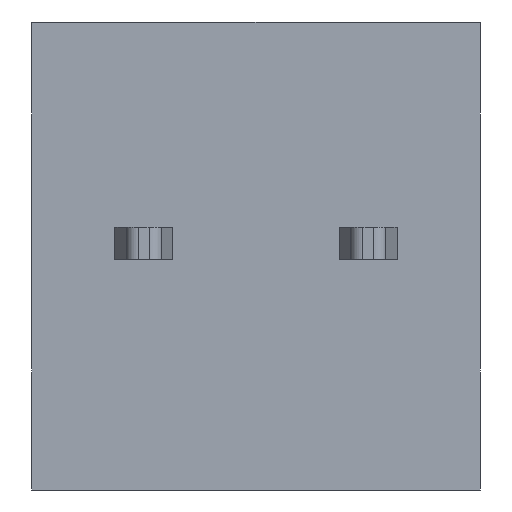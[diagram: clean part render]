
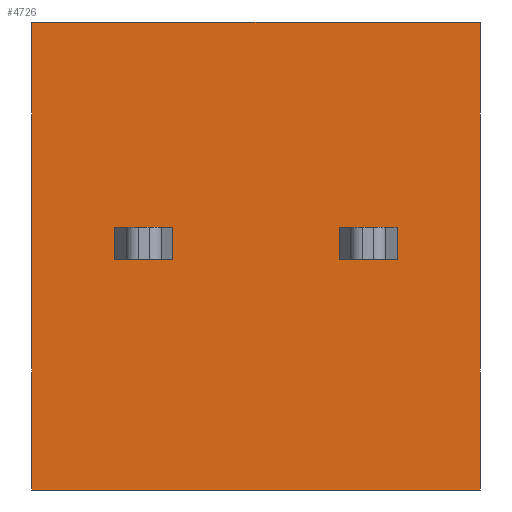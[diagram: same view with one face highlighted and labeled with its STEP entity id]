
A CAD part, front view. The second image highlights one B-rep face of the part: STEP entity #4726.
In plain terms, the highlighted planar face has unit normal (0, -1, 0).
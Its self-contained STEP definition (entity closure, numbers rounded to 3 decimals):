
#22=DIRECTION('',(0.,0.,-1.));
#23=VECTOR('',#22,7.3);
#24=CARTESIAN_POINT('',(-3.5,-2.4,0.));
#25=LINE('',#24,#23);
#1274=DIRECTION('',(1.,0.,0.));
#1275=VECTOR('',#1274,7.);
#1276=CARTESIAN_POINT('',(-3.5,-2.4,-7.3));
#1277=LINE('',#1276,#1275);
#1428=DIRECTION('',(1.,0.,0.));
#1429=VECTOR('',#1428,7.);
#1430=CARTESIAN_POINT('',(-3.5,-2.4,0.));
#1431=LINE('',#1430,#1429);
#1435=DIRECTION('',(1.,0.,0.));
#1436=VECTOR('',#1435,0.9);
#1437=CARTESIAN_POINT('',(1.3,-2.4,-3.7));
#1438=LINE('',#1437,#1436);
#1442=DIRECTION('',(0.,0.,1.));
#1443=VECTOR('',#1442,0.5);
#1444=CARTESIAN_POINT('',(2.2,-2.4,-3.7));
#1445=LINE('',#1444,#1443);
#1449=DIRECTION('',(1.,0.,0.));
#1450=VECTOR('',#1449,0.9);
#1451=CARTESIAN_POINT('',(1.3,-2.4,-3.2));
#1452=LINE('',#1451,#1450);
#1456=DIRECTION('',(0.,0.,1.));
#1457=VECTOR('',#1456,0.5);
#1458=CARTESIAN_POINT('',(1.3,-2.4,-3.7));
#1459=LINE('',#1458,#1457);
#1463=DIRECTION('',(1.,0.,0.));
#1464=VECTOR('',#1463,0.9);
#1465=CARTESIAN_POINT('',(-2.2,-2.4,-3.7));
#1466=LINE('',#1465,#1464);
#1470=DIRECTION('',(0.,0.,1.));
#1471=VECTOR('',#1470,0.5);
#1472=CARTESIAN_POINT('',(-1.3,-2.4,-3.7));
#1473=LINE('',#1472,#1471);
#1477=DIRECTION('',(1.,0.,0.));
#1478=VECTOR('',#1477,0.9);
#1479=CARTESIAN_POINT('',(-2.2,-2.4,-3.2));
#1480=LINE('',#1479,#1478);
#1484=DIRECTION('',(0.,0.,1.));
#1485=VECTOR('',#1484,0.5);
#1486=CARTESIAN_POINT('',(-2.2,-2.4,-3.7));
#1487=LINE('',#1486,#1485);
#1549=DIRECTION('',(0.,0.,-1.));
#1550=VECTOR('',#1549,7.3);
#1551=CARTESIAN_POINT('',(3.5,-2.4,0.));
#1552=LINE('',#1551,#1550);
#3189=CARTESIAN_POINT('',(-3.5,-2.4,0.));
#3190=CARTESIAN_POINT('',(-3.5,-2.4,-7.3));
#3191=VERTEX_POINT('',#3189);
#3192=VERTEX_POINT('',#3190);
#3209=CARTESIAN_POINT('',(3.5,-2.4,0.));
#3210=CARTESIAN_POINT('',(3.5,-2.4,-7.3));
#3211=VERTEX_POINT('',#3209);
#3212=VERTEX_POINT('',#3210);
#3245=CARTESIAN_POINT('',(1.3,-2.4,-3.7));
#3246=CARTESIAN_POINT('',(2.2,-2.4,-3.7));
#3247=VERTEX_POINT('',#3245);
#3248=VERTEX_POINT('',#3246);
#3249=CARTESIAN_POINT('',(1.3,-2.4,-3.2));
#3250=CARTESIAN_POINT('',(2.2,-2.4,-3.2));
#3251=VERTEX_POINT('',#3249);
#3252=VERTEX_POINT('',#3250);
#3463=CARTESIAN_POINT('',(-1.3,-2.4,-3.7));
#3464=VERTEX_POINT('',#3463);
#3465=CARTESIAN_POINT('',(-2.2,-2.4,-3.7));
#3466=VERTEX_POINT('',#3465);
#3467=CARTESIAN_POINT('',(-1.3,-2.4,-3.2));
#3468=VERTEX_POINT('',#3467);
#3469=CARTESIAN_POINT('',(-2.2,-2.4,-3.2));
#3470=VERTEX_POINT('',#3469);
#4694=CARTESIAN_POINT('',(-3.5,-2.4,0.));
#4695=DIRECTION('',(0.,-1.,0.));
#4696=DIRECTION('',(0.,0.,-1.));
#4697=AXIS2_PLACEMENT_3D('',#4694,#4695,#4696);
#4698=PLANE('',#4697);
#4699=ORIENTED_EDGE('',*,*,#3653,.F.);
#4700=ORIENTED_EDGE('',*,*,#3684,.T.);
#4702=ORIENTED_EDGE('',*,*,#4701,.T.);
#4703=ORIENTED_EDGE('',*,*,#4521,.F.);
#4704=EDGE_LOOP('',(#4699,#4700,#4702,#4703));
#4705=FACE_OUTER_BOUND('',#4704,.F.);
#4707=ORIENTED_EDGE('',*,*,#4706,.T.);
#4709=ORIENTED_EDGE('',*,*,#4708,.T.);
#4711=ORIENTED_EDGE('',*,*,#4710,.F.);
#4713=ORIENTED_EDGE('',*,*,#4712,.F.);
#4714=EDGE_LOOP('',(#4707,#4709,#4711,#4713));
#4715=FACE_BOUND('',#4714,.F.);
#4717=ORIENTED_EDGE('',*,*,#4716,.T.);
#4719=ORIENTED_EDGE('',*,*,#4718,.T.);
#4721=ORIENTED_EDGE('',*,*,#4720,.F.);
#4723=ORIENTED_EDGE('',*,*,#4722,.F.);
#4724=EDGE_LOOP('',(#4717,#4719,#4721,#4723));
#4725=FACE_BOUND('',#4724,.F.);
#3653=EDGE_CURVE('',#3191,#3192,#25,.T.);
#3684=EDGE_CURVE('',#3191,#3211,#1431,.T.);
#4521=EDGE_CURVE('',#3192,#3212,#1277,.T.);
#4701=EDGE_CURVE('',#3211,#3212,#1552,.T.);
#4706=EDGE_CURVE('',#3247,#3248,#1438,.T.);
#4708=EDGE_CURVE('',#3248,#3252,#1445,.T.);
#4710=EDGE_CURVE('',#3251,#3252,#1452,.T.);
#4712=EDGE_CURVE('',#3247,#3251,#1459,.T.);
#4716=EDGE_CURVE('',#3466,#3464,#1466,.T.);
#4718=EDGE_CURVE('',#3464,#3468,#1473,.T.);
#4720=EDGE_CURVE('',#3470,#3468,#1480,.T.);
#4722=EDGE_CURVE('',#3466,#3470,#1487,.T.);
#4726=ADVANCED_FACE('',(#4705,#4715,#4725),#4698,.T.);
